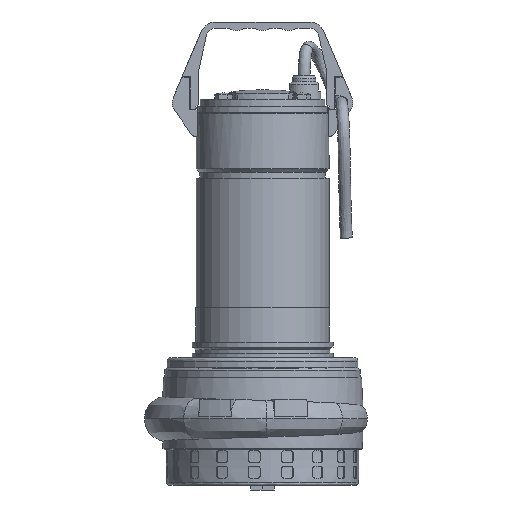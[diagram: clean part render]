
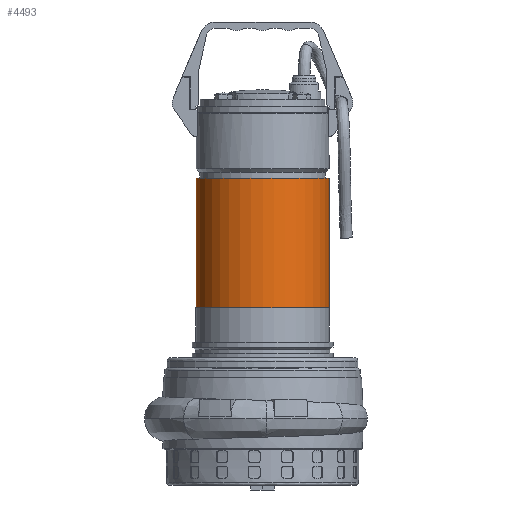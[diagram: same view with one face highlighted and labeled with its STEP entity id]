
A CAD part, left-side view. The second image highlights one B-rep face of the part: STEP entity #4493.
In plain terms, the highlighted cylindrical face has radius 56 mm (diameter 112 mm), a full revolution.
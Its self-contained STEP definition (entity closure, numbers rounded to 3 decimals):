
#4434=CARTESIAN_POINT('',(56.,0.,252.501));
#4435=VERTEX_POINT('',#4434);
#4436=CARTESIAN_POINT('',(-56.,0.,252.501));
#4437=VERTEX_POINT('',#4436);
#4438=CARTESIAN_POINT('',(0.,0.,252.501));
#4439=DIRECTION('',(0.,0.,-1.));
#4440=DIRECTION('',(0.,1.0,0.));
#4441=AXIS2_PLACEMENT_3D('',#4438,#4439,#4440);
#4442=CIRCLE('',#4441,56.);
#4443=EDGE_CURVE('',#4435,#4437,#4442,.T.);
#4445=CARTESIAN_POINT('',(0.,0.,252.501));
#4446=DIRECTION('',(0.,0.,-1.));
#4447=DIRECTION('',(0.,1.0,0.));
#4448=AXIS2_PLACEMENT_3D('',#4445,#4446,#4447);
#4449=CIRCLE('',#4448,56.);
#4450=EDGE_CURVE('',#4437,#4435,#4449,.T.);
#4459=CARTESIAN_POINT('',(0.,0.,252.501));
#4460=DIRECTION('',(0.,0.,-1.));
#4461=DIRECTION('',(-1.,0.,0.));
#4462=AXIS2_PLACEMENT_3D('',#4459,#4460,#4461);
#4463=CYLINDRICAL_SURFACE('',#4462,56.);
#4464=ORIENTED_EDGE('',*,*,#4450,.T.);
#4465=ORIENTED_EDGE('',*,*,#4443,.T.);
#4466=CARTESIAN_POINT('',(-56.,0.,143.501));
#4467=VERTEX_POINT('',#4466);
#4468=CARTESIAN_POINT('',(-56.,0.,252.501));
#4469=DIRECTION('',(0.,0.,-1.));
#4470=VECTOR('',#4469,109.);
#4471=LINE('',#4468,#4470);
#4472=EDGE_CURVE('',#4437,#4467,#4471,.T.);
#4473=ORIENTED_EDGE('',*,*,#4472,.T.);
#4474=CARTESIAN_POINT('',(56.,0.,143.501));
#4475=VERTEX_POINT('',#4474);
#4476=CARTESIAN_POINT('',(0.,0.,143.501));
#4477=DIRECTION('',(0.,0.,-1.));
#4478=DIRECTION('',(0.,1.0,0.));
#4479=AXIS2_PLACEMENT_3D('',#4476,#4477,#4478);
#4480=CIRCLE('',#4479,56.);
#4481=EDGE_CURVE('',#4475,#4467,#4480,.T.);
#4482=ORIENTED_EDGE('',*,*,#4481,.F.);
#4483=CARTESIAN_POINT('',(0.,0.,143.501));
#4484=DIRECTION('',(0.,0.,-1.));
#4485=DIRECTION('',(0.,1.0,0.));
#4486=AXIS2_PLACEMENT_3D('',#4483,#4484,#4485);
#4487=CIRCLE('',#4486,56.);
#4488=EDGE_CURVE('',#4467,#4475,#4487,.T.);
#4489=ORIENTED_EDGE('',*,*,#4488,.F.);
#4490=ORIENTED_EDGE('',*,*,#4472,.F.);
#4491=EDGE_LOOP('',(#4464,#4465,#4473,#4482,#4489,#4490));
#4492=FACE_OUTER_BOUND('',#4491,.T.);
#4493=ADVANCED_FACE('',(#4492),#4463,.T.);
